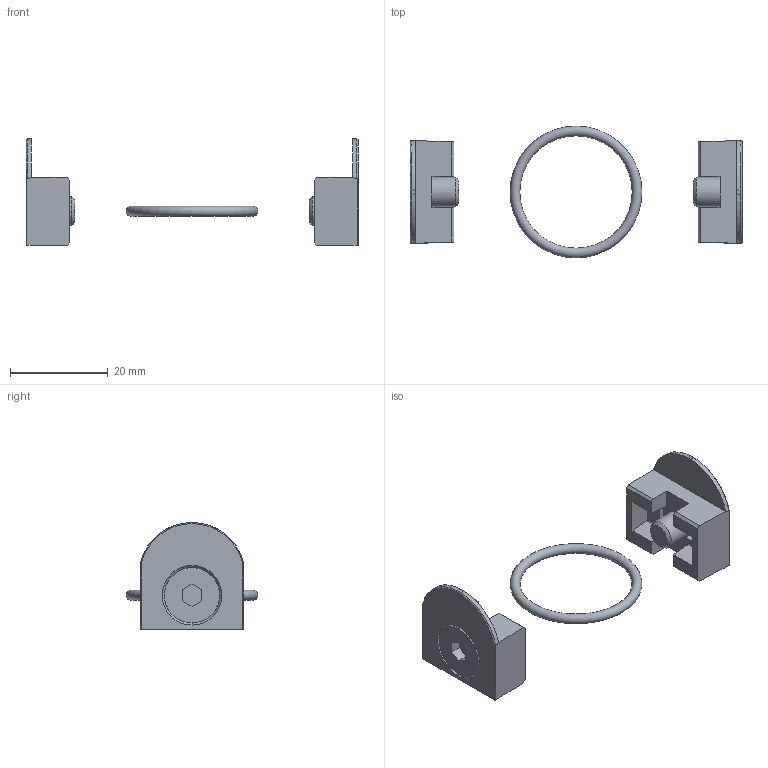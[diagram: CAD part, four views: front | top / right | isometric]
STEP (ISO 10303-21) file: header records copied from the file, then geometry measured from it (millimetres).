
FILE_DESCRIPTION( ( 'STEP AP203' ), '1' );
FILE_NAME( '9.9933.00.018.stp', '2018-12-13T15:17:26', ( '' ), ( '' ), ' ', 'PARTsolutions', ' ' );
FILE_SCHEMA( ( 'CONFIG_CONTROL_DESIGN' ) );
Length unit declared in the file: millimetre
Products named in the file (3): 9.9933.00.018; _KP 33 Z-P1; _KP 33-P2
Assembly tree (3 placements, depth 2):
  9.9933.00.018
    _KP 33 Z-P1  x2
    _KP 33-P2
Bounding box: 68 x 27 x 21.9 mm (x, y, z)
Volume: 4416.1 mm3; surface area: 4121.2 mm2
Topology: 3 solids, 3 shells, 117 faces, 308 edges, 203 vertices
Faces by surface type: plane 92, cylinder 18, cone 6, torus 1
Full cylindrical faces by diameter (mm): 6 x2, 11.34 x2, 12.2 x2
Entity records: 1875 total; most frequent: CARTESIAN_POINT 324, DIRECTION 297, ORIENTED_EDGE 292, EDGE_CURVE 146, LINE 111, VECTOR 111, VERTEX_POINT 100, AXIS2_PLACEMENT_3D 93
